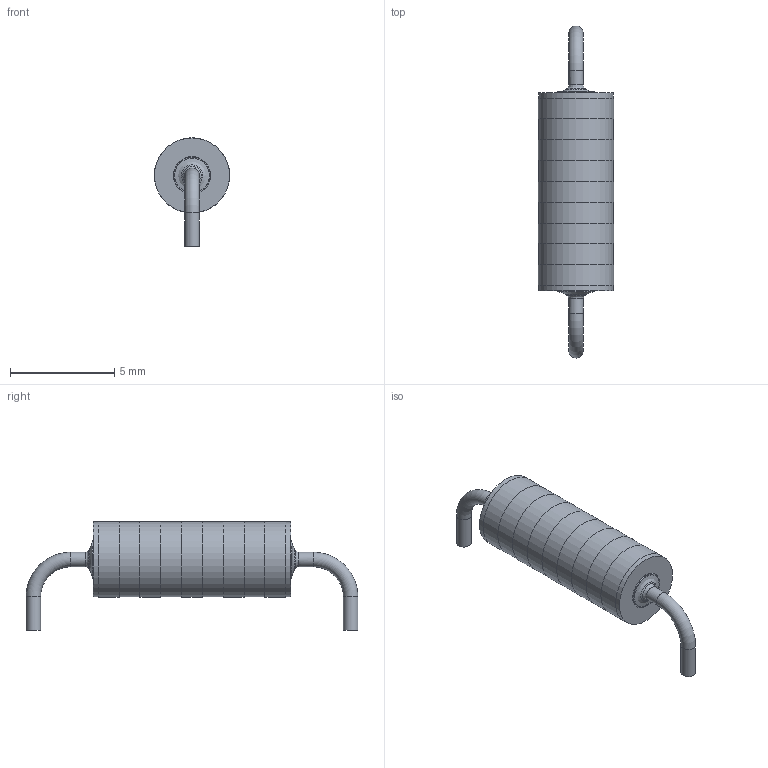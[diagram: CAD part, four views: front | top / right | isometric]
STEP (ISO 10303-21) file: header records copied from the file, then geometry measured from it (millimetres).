
FILE_DESCRIPTION(('FreeCAD Model'),'2;1');
FILE_NAME('Carbon Composition Resistor v1.step','2019-04-25T16:27:55',('') ,(''),'Open CASCADE STEP processor 7.3','FreeCAD','Unknown');
FILE_SCHEMA(('AUTOMOTIVE_DESIGN { 1 0 10303 214 1 1 1 1 }'));
Length unit declared in the file: millimetre
Products named in the file (13): Leads_Fillet; Band_4_Pad; Band_5_Pad; Band_3_Pad; Band_2_Pad; Resistor_AdditivePipe; Band_1_Pad; Band_2_Body; Resistor_Body; Band_3_Body; Band_5_Body; Band_4_Body; Band_1_Body
Bounding box: 3.62 x 15.94 x 5.21 mm (x, y, z)
Surface area: 633.9 mm2
Topology: 13 solids, 13 shells, 61 faces, 81 edges, 52 vertices
Faces by surface type: plane 30, cylinder 19, sphere 4, bspline 4, torus 4
Full cylindrical faces by diameter (mm): 0.7 x5, 1.8 x2, 3.6 x2, 3.62 x10
Entity records: 3685 total; most frequent: CARTESIAN_POINT 1753, DIRECTION 307, ORIENTED_EDGE 150, PCURVE 150, DEFINITIONAL_REPRESENTATION 150, AXIS2_PLACEMENT_3D 100, EDGE_CURVE 75, LINE 75
